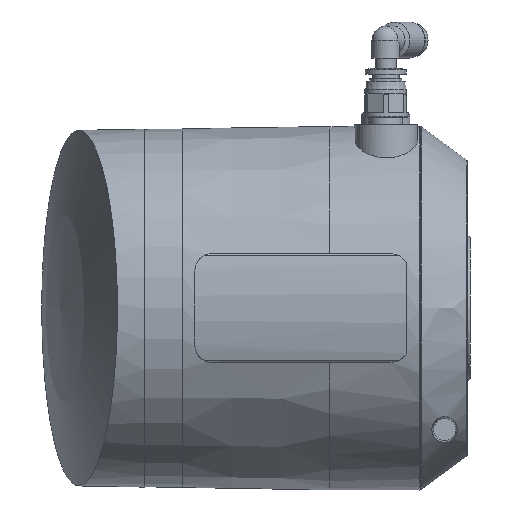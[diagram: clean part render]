
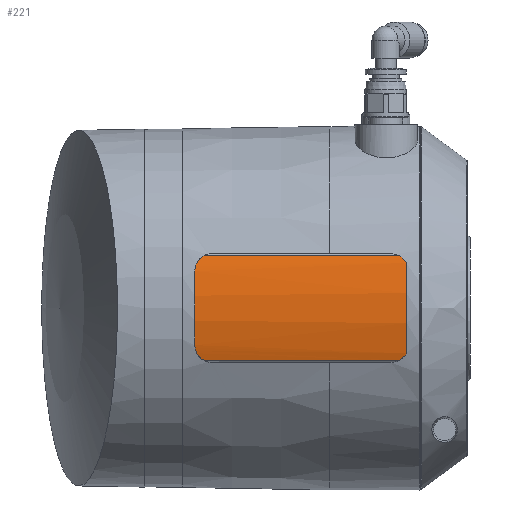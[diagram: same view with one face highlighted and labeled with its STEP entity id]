
A CAD part, left-side view. The second image highlights one B-rep face of the part: STEP entity #221.
In plain terms, the highlighted cylindrical face has radius 53.5 mm (diameter 107 mm), a partial arc.
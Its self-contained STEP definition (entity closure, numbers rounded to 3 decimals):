
#221 = ADVANCED_FACE( '', ( #624 ), #625, .T. );
#624 = FACE_OUTER_BOUND( '', #1126, .T. );
#625 = CYLINDRICAL_SURFACE( '', #1127, 53.5 );
#1126 = EDGE_LOOP( '', ( #2262, #2263, #2264, #2265, #2266, #2267, #2268, #2269 ) );
#1127 = AXIS2_PLACEMENT_3D( '', #2270, #2271, #2272 );
#2262 = ORIENTED_EDGE( '', *, *, #2672, .T. );
#2263 = ORIENTED_EDGE( '', *, *, #2668, .T. );
#2264 = ORIENTED_EDGE( '', *, *, #2664, .T. );
#2265 = ORIENTED_EDGE( '', *, *, #2872, .T. );
#2266 = ORIENTED_EDGE( '', *, *, #2873, .T. );
#2267 = ORIENTED_EDGE( '', *, *, #2674, .F. );
#2268 = ORIENTED_EDGE( '', *, *, #2874, .T. );
#2269 = ORIENTED_EDGE( '', *, *, #2875, .T. );
#2270 = CARTESIAN_POINT( '', ( 1.44, 149.993, 0. ) );
#2271 = DIRECTION( '', ( 0.01, 1., 0. ) );
#2272 = DIRECTION( '', ( 1., -0.01, 0. ) );
#2664 = EDGE_CURVE( '', #3165, #3163, #3166, .T. );
#2668 = EDGE_CURVE( '', #3168, #3165, #3172, .T. );
#2672 = EDGE_CURVE( '', #3173, #3168, #3179, .T. );
#2674 = EDGE_CURVE( '', #3181, #3183, #3184, .T. );
#2872 = EDGE_CURVE( '', #3163, #3512, #3513, .T. );
#2873 = EDGE_CURVE( '', #3512, #3183, #3514, .T. );
#2874 = EDGE_CURVE( '', #3181, #3515, #3516, .T. );
#2875 = EDGE_CURVE( '', #3515, #3173, #3517, .F. );
#3163 = VERTEX_POINT( '', #4164 );
#3165 = VERTEX_POINT( '', #4173 );
#3166 = B_SPLINE_CURVE_WITH_KNOTS( '', 3, ( #4174, #4175, #4176, #4177, #4178, #4179, #4180, #4181 ), .UNSPECIFIED., .F., .F., ( 4, 2, 2, 4 ), ( 0., 0.002, 0.002, 0.003 ), .UNSPECIFIED. );
#3168 = VERTEX_POINT( '', #4190 );
#3172 = LINE( '', #4202, #4203 );
#3173 = VERTEX_POINT( '', #4204 );
#3179 = B_SPLINE_CURVE_WITH_KNOTS( '', 3, ( #4233, #4234, #4235, #4236, #4237, #4238, #4239, #4240, #4241, #4242, #4243, #4244, #4245, #4246 ), .UNSPECIFIED., .F., .F., ( 4, 2, 2, 2, 2, 2, 4 ), ( 0., 0.001, 0.002, 0.003, 0.004, 0.005, 0.005 ), .UNSPECIFIED. );
#3181 = VERTEX_POINT( '', #4248 );
#3183 = VERTEX_POINT( '', #4257 );
#3184 = LINE( '', #4258, #4259 );
#3512 = VERTEX_POINT( '', #5316 );
#3513 = B_SPLINE_CURVE_WITH_KNOTS( '', 3, ( #5317, #5318, #5319, #5320, #5321, #5322, #5323, #5324, #5325, #5326, #5327, #5328, #5329, #5330 ), .UNSPECIFIED., .F., .F., ( 4, 2, 2, 2, 2, 2, 4 ), ( 0.001, 0.004, 0.007, 0.014, 0.021, 0.024, 0.027 ), .UNSPECIFIED. );
#3514 = B_SPLINE_CURVE_WITH_KNOTS( '', 3, ( #5331, #5332, #5333, #5334, #5335, #5336, #5337, #5338 ), .UNSPECIFIED., .F., .F., ( 4, 2, 2, 4 ), ( 0.001, 0.001, 0.002, 0.004 ), .UNSPECIFIED. );
#3515 = VERTEX_POINT( '', #5339 );
#3516 = B_SPLINE_CURVE_WITH_KNOTS( '', 3, ( #5340, #5341, #5342, #5343, #5344, #5345, #5346, #5347, #5348, #5349, #5350, #5351, #5352, #5353 ), .UNSPECIFIED., .F., .F., ( 4, 2, 2, 2, 2, 2, 4 ), ( 0., 0.001, 0.002, 0.003, 0.004, 0.005, 0.005 ), .UNSPECIFIED. );
#3517 = ELLIPSE( '', #5354, 53.502, 53.5 );
#4164 = CARTESIAN_POINT( '', ( -51.718, 17.586, -13.049 ) );
#4173 = CARTESIAN_POINT( '', ( -51.135, 19.649, -15.113 ) );
#4174 = CARTESIAN_POINT( '', ( -51.135, 19.649, -15.113 ) );
#4175 = CARTESIAN_POINT( '', ( -51.209, 19.205, -14.876 ) );
#4176 = CARTESIAN_POINT( '', ( -51.298, 18.81, -14.582 ) );
#4177 = CARTESIAN_POINT( '', ( -51.448, 18.285, -14.056 ) );
#4178 = CARTESIAN_POINT( '', ( -51.501, 18.123, -13.866 ) );
#4179 = CARTESIAN_POINT( '', ( -51.608, 17.831, -13.472 ) );
#4180 = CARTESIAN_POINT( '', ( -51.662, 17.701, -13.265 ) );
#4181 = CARTESIAN_POINT( '', ( -51.718, 17.586, -13.049 ) );
#4190 = CARTESIAN_POINT( '', ( -50.594, 75.951, -15.113 ) );
#4202 = CARTESIAN_POINT( '', ( -49.879, 150.486, -15.113 ) );
#4203 = VECTOR( '', #5673, 1000. );
#4204 = CARTESIAN_POINT( '', ( -51.667, 78.6, -10.7 ) );
#4233 = CARTESIAN_POINT( '', ( -51.667, 78.6, -10.7 ) );
#4234 = CARTESIAN_POINT( '', ( -51.574, 78.6, -11.154 ) );
#4235 = CARTESIAN_POINT( '', ( -51.478, 78.539, -11.598 ) );
#4236 = CARTESIAN_POINT( '', ( -51.33, 78.36, -12.246 ) );
#4237 = CARTESIAN_POINT( '', ( -51.28, 78.285, -12.461 ) );
#4238 = CARTESIAN_POINT( '', ( -51.181, 78.108, -12.874 ) );
#4239 = CARTESIAN_POINT( '', ( -51.132, 78.007, -13.073 ) );
#4240 = CARTESIAN_POINT( '', ( -50.988, 77.663, -13.649 ) );
#4241 = CARTESIAN_POINT( '', ( -50.894, 77.376, -14.008 ) );
#4242 = CARTESIAN_POINT( '', ( -50.77, 76.888, -14.474 ) );
#4243 = CARTESIAN_POINT( '', ( -50.73, 76.715, -14.618 ) );
#4244 = CARTESIAN_POINT( '', ( -50.658, 76.348, -14.883 ) );
#4245 = CARTESIAN_POINT( '', ( -50.624, 76.154, -15.005 ) );
#4246 = CARTESIAN_POINT( '', ( -50.594, 75.951, -15.113 ) );
#4248 = CARTESIAN_POINT( '', ( -50.594, 75.951, 15.113 ) );
#4257 = CARTESIAN_POINT( '', ( -51.135, 19.649, 15.113 ) );
#4258 = CARTESIAN_POINT( '', ( -49.879, 150.486, 15.113 ) );
#4259 = VECTOR( '', #5676, 1000. );
#5316 = CARTESIAN_POINT( '', ( -51.718, 17.586, 13.049 ) );
#5317 = CARTESIAN_POINT( '', ( -51.718, 17.586, -13.049 ) );
#5318 = CARTESIAN_POINT( '', ( -51.987, 17.588, -11.978 ) );
#5319 = CARTESIAN_POINT( '', ( -52.223, 17.589, -10.9 ) );
#5320 = CARTESIAN_POINT( '', ( -52.628, 17.592, -8.731 ) );
#5321 = CARTESIAN_POINT( '', ( -52.797, 17.593, -7.639 ) );
#5322 = CARTESIAN_POINT( '', ( -53.2, 17.595, -4.37 ) );
#5323 = CARTESIAN_POINT( '', ( -53.333, 17.596, -2.189 ) );
#5324 = CARTESIAN_POINT( '', ( -53.334, 17.596, 2.178 ) );
#5325 = CARTESIAN_POINT( '', ( -53.201, 17.595, 4.363 ) );
#5326 = CARTESIAN_POINT( '', ( -52.796, 17.593, 7.643 ) );
#5327 = CARTESIAN_POINT( '', ( -52.627, 17.592, 8.735 ) );
#5328 = CARTESIAN_POINT( '', ( -52.223, 17.589, 10.902 ) );
#5329 = CARTESIAN_POINT( '', ( -51.987, 17.588, 11.979 ) );
#5330 = CARTESIAN_POINT( '', ( -51.718, 17.586, 13.049 ) );
#5331 = CARTESIAN_POINT( '', ( -51.718, 17.586, 13.049 ) );
#5332 = CARTESIAN_POINT( '', ( -51.662, 17.701, 13.265 ) );
#5333 = CARTESIAN_POINT( '', ( -51.608, 17.832, 13.472 ) );
#5334 = CARTESIAN_POINT( '', ( -51.5, 18.124, 13.868 ) );
#5335 = CARTESIAN_POINT( '', ( -51.447, 18.287, 14.058 ) );
#5336 = CARTESIAN_POINT( '', ( -51.298, 18.81, 14.582 ) );
#5337 = CARTESIAN_POINT( '', ( -51.209, 19.205, 14.876 ) );
#5338 = CARTESIAN_POINT( '', ( -51.135, 19.649, 15.113 ) );
#5339 = CARTESIAN_POINT( '', ( -51.667, 78.6, 10.7 ) );
#5340 = CARTESIAN_POINT( '', ( -50.594, 75.951, 15.113 ) );
#5341 = CARTESIAN_POINT( '', ( -50.654, 76.357, 14.897 ) );
#5342 = CARTESIAN_POINT( '', ( -50.727, 76.722, 14.632 ) );
#5343 = CARTESIAN_POINT( '', ( -50.852, 77.212, 14.164 ) );
#5344 = CARTESIAN_POINT( '', ( -50.897, 77.367, 13.996 ) );
#5345 = CARTESIAN_POINT( '', ( -50.988, 77.648, 13.644 ) );
#5346 = CARTESIAN_POINT( '', ( -51.035, 77.775, 13.46 ) );
#5347 = CARTESIAN_POINT( '', ( -51.179, 78.12, 12.884 ) );
#5348 = CARTESIAN_POINT( '', ( -51.281, 78.3, 12.463 ) );
#5349 = CARTESIAN_POINT( '', ( -51.428, 78.479, 11.818 ) );
#5350 = CARTESIAN_POINT( '', ( -51.477, 78.524, 11.599 ) );
#5351 = CARTESIAN_POINT( '', ( -51.573, 78.584, 11.154 ) );
#5352 = CARTESIAN_POINT( '', ( -51.621, 78.6, 10.927 ) );
#5353 = CARTESIAN_POINT( '', ( -51.667, 78.6, 10.7 ) );
#5354 = AXIS2_PLACEMENT_3D( '', #6023, #6024, #6025 );
#5673 = DIRECTION( '', ( -0.01, -1., 0. ) );
#5676 = DIRECTION( '', ( -0.01, -1., 0. ) );
#6023 = CARTESIAN_POINT( '', ( 0.755, 78.6, 0. ) );
#6024 = DIRECTION( '', ( 0., 1., 0. ) );
#6025 = DIRECTION( '', ( -1., 0., 0. ) );
